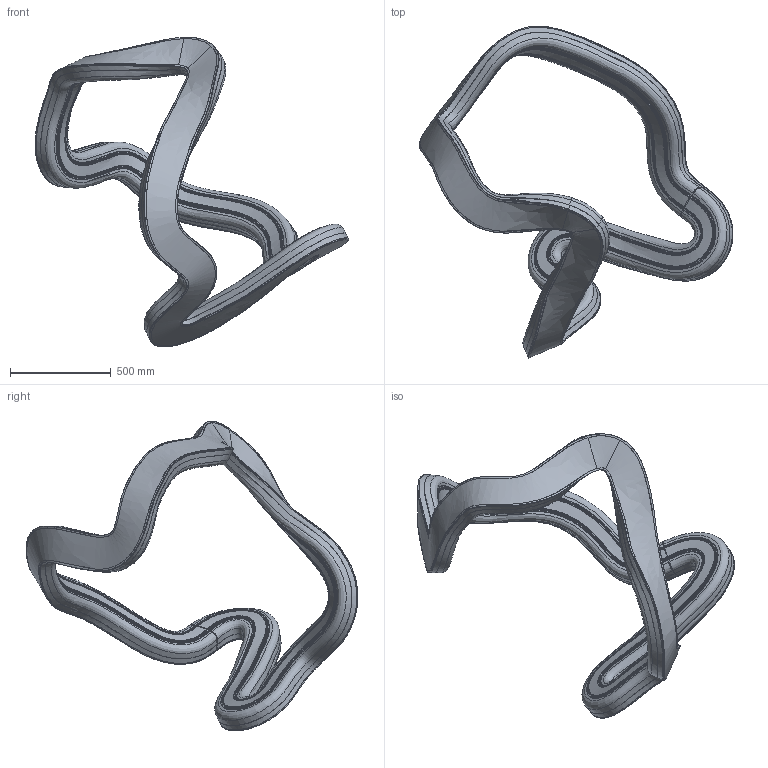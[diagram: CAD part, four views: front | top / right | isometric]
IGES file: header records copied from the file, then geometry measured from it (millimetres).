
Start section:  PTC IGES file: type_c_clamp_env_lo_toggle_surf.igs
Global section: file name: type_c_clamp_env_lo_toggle_surf.igs; native system: Pro/ENGINEER by Parametric Technology Corporation; preprocessor: 2006200; author: tbrown; organization: Unknown; date: 20070801.102538; units: inch
Bounding box: 1556.11 x 1645.59 x 1535.42 mm (x, y, z)
Surface area: 3412186.7 mm2 (no closed solid volume)
Topology: 0 solids, 0 shells, 120 faces, 480 edges, 480 vertices
Faces by surface type: bspline 120
